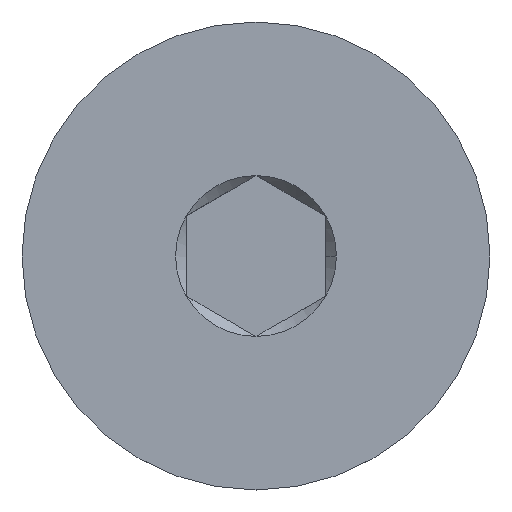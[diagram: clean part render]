
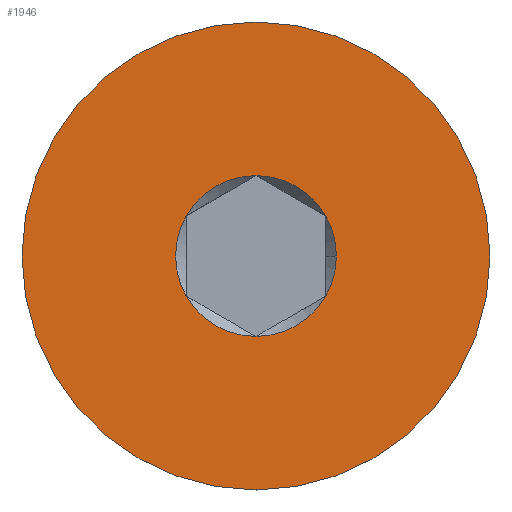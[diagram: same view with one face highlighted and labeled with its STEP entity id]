
A CAD part, top view. The second image highlights one B-rep face of the part: STEP entity #1946.
In plain terms, the highlighted planar face has unit normal (0, 0, 1).
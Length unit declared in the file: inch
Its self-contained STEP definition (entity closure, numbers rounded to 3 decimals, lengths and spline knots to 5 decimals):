
#17 = FACE_BOUND ( 'NONE', #1978, .T. ) ;
#21 = DIRECTION ( 'NONE',  ( 1., 0., 0. ) ) ;
#113 = DIRECTION ( 'NONE',  ( 0., 0., 1. ) ) ;
#182 = VERTEX_POINT ( 'NONE', #2086 ) ;
#187 = DIRECTION ( 'NONE',  ( 1., 0., 0. ) ) ;
#189 = CARTESIAN_POINT ( 'NONE',  ( 0., -0.084, 0.125 ) ) ;
#211 = DIRECTION ( 'NONE',  ( 1., 0., 0. ) ) ;
#234 = EDGE_CURVE ( 'NONE', #517, #415, #1199, .T. ) ;
#268 = DIRECTION ( 'NONE',  ( 0., 0., 1. ) ) ;
#318 = ORIENTED_EDGE ( 'NONE', *, *, #1235, .F. ) ;
#353 = CARTESIAN_POINT ( 'NONE',  ( -0.025, -0.01443, 0.125 ) ) ;
#362 = DIRECTION ( 'NONE',  ( 0., 0., 1. ) ) ;
#390 = AXIS2_PLACEMENT_3D ( 'NONE', #1168, #1470, #2806 ) ;
#414 = CARTESIAN_POINT ( 'NONE',  ( 0.025, 0.01443, 0.125 ) ) ;
#415 = VERTEX_POINT ( 'NONE', #353 ) ;
#475 = ORIENTED_EDGE ( 'NONE', *, *, #1064, .F. ) ;
#517 = VERTEX_POINT ( 'NONE', #600 ) ;
#536 = DIRECTION ( 'NONE',  ( 1., 0., 0. ) ) ;
#555 = DIRECTION ( 'NONE',  ( 0., 1., 0. ) ) ;
#567 = VERTEX_POINT ( 'NONE', #1944 ) ;
#600 = CARTESIAN_POINT ( 'NONE',  ( -0.025, 0.01443, 0.125 ) ) ;
#620 = PLANE ( 'NONE',  #390 ) ;
#710 = ORIENTED_EDGE ( 'NONE', *, *, #2067, .F. ) ;
#740 = CARTESIAN_POINT ( 'NONE',  ( 0., 0., 0.125 ) ) ;
#751 = AXIS2_PLACEMENT_3D ( 'NONE', #1447, #113, #896 ) ;
#839 = ORIENTED_EDGE ( 'NONE', *, *, #2089, .F. ) ;
#896 = DIRECTION ( 'NONE',  ( 1., 0., 0. ) ) ;
#906 = CARTESIAN_POINT ( 'NONE',  ( 0., 0., 0.125 ) ) ;
#963 = CARTESIAN_POINT ( 'NONE',  ( 0., 0.084, 0.125 ) ) ;
#1034 = CARTESIAN_POINT ( 'NONE',  ( 0., -0.02887, 0.125 ) ) ;
#1064 = EDGE_CURVE ( 'NONE', #415, #1753, #2615, .T. ) ;
#1066 = CARTESIAN_POINT ( 'NONE',  ( 0., 0., 0.125 ) ) ;
#1092 = VERTEX_POINT ( 'NONE', #1430 ) ;
#1168 = CARTESIAN_POINT ( 'NONE',  ( 0., 0., 0.125 ) ) ;
#1199 = CIRCLE ( 'NONE', #2719, 0.02887 ) ;
#1235 = EDGE_CURVE ( 'NONE', #2171, #182, #1755, .T. ) ;
#1276 = CARTESIAN_POINT ( 'NONE',  ( 0., 0., 0.125 ) ) ;
#1387 = ORIENTED_EDGE ( 'NONE', *, *, #1722, .F. ) ;
#1430 = CARTESIAN_POINT ( 'NONE',  ( 0.02887, 0., 0.125 ) ) ;
#1447 = CARTESIAN_POINT ( 'NONE',  ( 0., 0., 0.125 ) ) ;
#1470 = DIRECTION ( 'NONE',  ( 0., 0., 1. ) ) ;
#1494 = CIRCLE ( 'NONE', #2146, 0.02887 ) ;
#1497 = CARTESIAN_POINT ( 'NONE',  ( 0., 0., 0.125 ) ) ;
#1554 = AXIS2_PLACEMENT_3D ( 'NONE', #1497, #1768, #555 ) ;
#1708 = DIRECTION ( 'NONE',  ( 1., 0., 0. ) ) ;
#1722 = EDGE_CURVE ( 'NONE', #182, #517, #1494, .T. ) ;
#1743 = DIRECTION ( 'NONE',  ( 0., 0., 1. ) ) ;
#1753 = VERTEX_POINT ( 'NONE', #1034 ) ;
#1755 = CIRCLE ( 'NONE', #2612, 0.02887 ) ;
#1768 = DIRECTION ( 'NONE',  ( 0., 0., -1. ) ) ;
#1862 = AXIS2_PLACEMENT_3D ( 'NONE', #906, #2497, #2251 ) ;
#1934 = ORIENTED_EDGE ( 'NONE', *, *, #3275, .F. ) ;
#1944 = CARTESIAN_POINT ( 'NONE',  ( 0.025, -0.01443, 0.125 ) ) ;
#1946 = ADVANCED_FACE ( 'NONE', ( #17, #2697 ), #620, .T. ) ;
#1971 = AXIS2_PLACEMENT_3D ( 'NONE', #3306, #1743, #1708 ) ;
#1978 = EDGE_LOOP ( 'NONE', ( #318, #839, #1934, #3165, #475, #3294, #1387 ) ) ;
#1985 = CIRCLE ( 'NONE', #1554, 0.084 ) ;
#1992 = CARTESIAN_POINT ( 'NONE',  ( 0., 0., 0.125 ) ) ;
#2067 = EDGE_CURVE ( 'NONE', #2197, #3141, #3457, .T. ) ;
#2077 = AXIS2_PLACEMENT_3D ( 'NONE', #1992, #362, #2225 ) ;
#2086 = CARTESIAN_POINT ( 'NONE',  ( 0., 0.02887, 0.125 ) ) ;
#2089 = EDGE_CURVE ( 'NONE', #1092, #2171, #3331, .T. ) ;
#2128 = EDGE_CURVE ( 'NONE', #1753, #567, #3250, .T. ) ;
#2146 = AXIS2_PLACEMENT_3D ( 'NONE', #2388, #2152, #21 ) ;
#2152 = DIRECTION ( 'NONE',  ( 0., 0., 1. ) ) ;
#2171 = VERTEX_POINT ( 'NONE', #414 ) ;
#2197 = VERTEX_POINT ( 'NONE', #963 ) ;
#2225 = DIRECTION ( 'NONE',  ( 1., 0., 0. ) ) ;
#2247 = AXIS2_PLACEMENT_3D ( 'NONE', #1066, #268, #536 ) ;
#2251 = DIRECTION ( 'NONE',  ( 0., 1., 0. ) ) ;
#2269 = CIRCLE ( 'NONE', #2247, 0.02887 ) ;
#2305 = EDGE_CURVE ( 'NONE', #3141, #2197, #1985, .T. ) ;
#2388 = CARTESIAN_POINT ( 'NONE',  ( 0., 0., 0.125 ) ) ;
#2497 = DIRECTION ( 'NONE',  ( 0., 0., -1. ) ) ;
#2612 = AXIS2_PLACEMENT_3D ( 'NONE', #1276, #3152, #211 ) ;
#2613 = EDGE_LOOP ( 'NONE', ( #710, #3061 ) ) ;
#2615 = CIRCLE ( 'NONE', #1971, 0.02887 ) ;
#2697 = FACE_OUTER_BOUND ( 'NONE', #2613, .T. ) ;
#2719 = AXIS2_PLACEMENT_3D ( 'NONE', #740, #2878, #187 ) ;
#2806 = DIRECTION ( 'NONE',  ( 0., -1., 0. ) ) ;
#2878 = DIRECTION ( 'NONE',  ( 0., 0., 1. ) ) ;
#3061 = ORIENTED_EDGE ( 'NONE', *, *, #2305, .F. ) ;
#3141 = VERTEX_POINT ( 'NONE', #189 ) ;
#3152 = DIRECTION ( 'NONE',  ( 0., 0., 1. ) ) ;
#3165 = ORIENTED_EDGE ( 'NONE', *, *, #2128, .F. ) ;
#3250 = CIRCLE ( 'NONE', #2077, 0.02887 ) ;
#3275 = EDGE_CURVE ( 'NONE', #567, #1092, #2269, .T. ) ;
#3294 = ORIENTED_EDGE ( 'NONE', *, *, #234, .F. ) ;
#3306 = CARTESIAN_POINT ( 'NONE',  ( 0., 0., 0.125 ) ) ;
#3331 = CIRCLE ( 'NONE', #751, 0.02887 ) ;
#3457 = CIRCLE ( 'NONE', #1862, 0.084 ) ;
